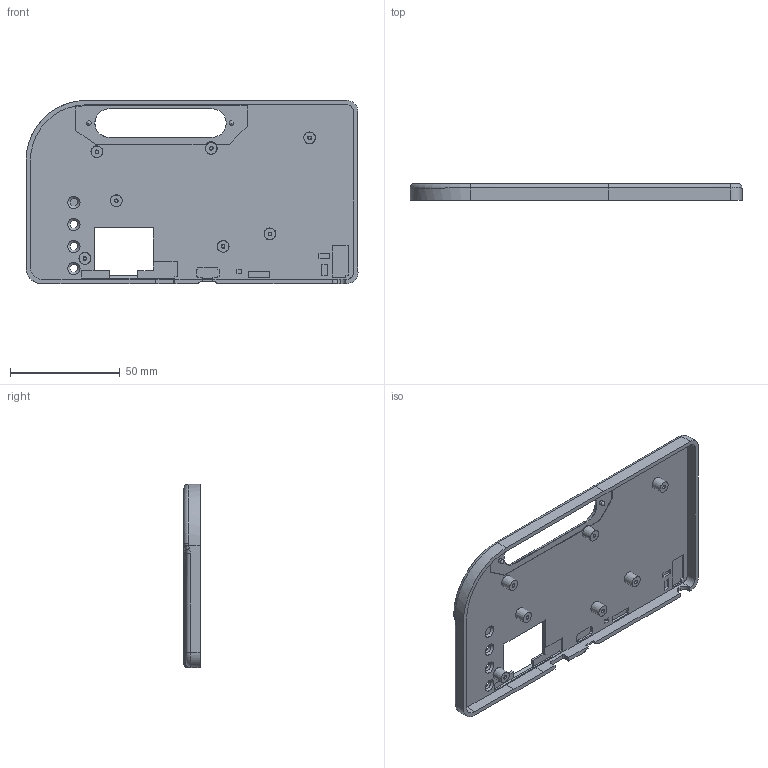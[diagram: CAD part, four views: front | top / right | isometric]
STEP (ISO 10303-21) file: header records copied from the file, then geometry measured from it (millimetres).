
FILE_DESCRIPTION(/* description */ (''),/* implementation_level */ '2;1');
FILE_NAME(/* name */ 'Pocket organ V20 v1 Top.step',/* time_stamp */ '2021-11-01T21:40:42+08:00',/* author */ (''),/* organization */ (''),/* preprocessor_version */ 'ST-DEVELOPER v18.1',/* originating_system */ 'Autodesk Translation Framework v10.10.0.1391',/* authorisation */ '');
FILE_SCHEMA (('AUTOMOTIVE_DESIGN { 1 0 10303 214 3 1 1 }'));
Length unit declared in the file: millimetre
Products named in the file (1): Pocket organ V20
Bounding box: 151.06 x 7.5 x 83.37 mm (x, y, z)
Volume: 29263.7 mm3; surface area: 28797.5 mm2
Topology: 1 solids, 1 shells, 336 faces, 846 edges, 546 vertices
Faces by surface type: plane 171, bspline 64, cylinder 55, cone 35, torus 9, sphere 2
Full cylindrical faces by diameter (mm): 1 x9, 2 x2, 3.6 x3
Entity records: 11029 total; most frequent: CARTESIAN_POINT 3157, ORIENTED_EDGE 1684, DIRECTION 1495, EDGE_CURVE 842, VERTEX_POINT 546, LINE 505, VECTOR 505, AXIS2_PLACEMENT_3D 495
